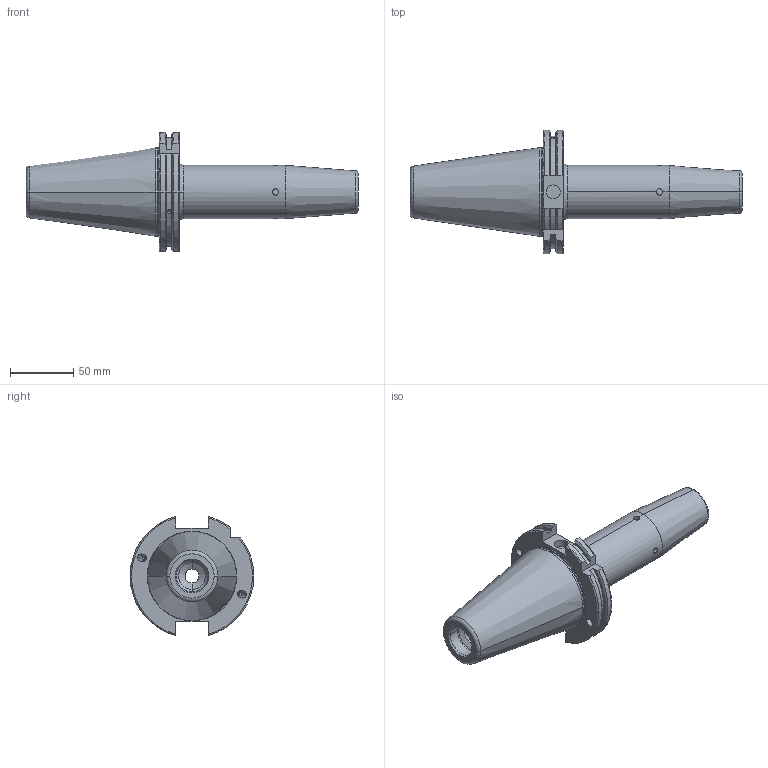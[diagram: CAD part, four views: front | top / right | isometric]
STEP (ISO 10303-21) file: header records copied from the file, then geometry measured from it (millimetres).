
FILE_DESCRIPTION (( 'STEP AP214' ), '1' );
FILE_NAME ('91506-SR218160.STEP', '2020-11-10T10:56:05', ( '' ), ( '' ), 'SwSTEP 2.0', 'SolidWorks 2018', '' );
FILE_SCHEMA (( 'AUTOMOTIVE_DESIGN' ));
Length unit declared in the file: millimetre
Products named in the file (1): 91506-SR218160
Bounding box: 261.75 x 97.5 x 94.05 mm (x, y, z)
Volume: 489542.3 mm3; surface area: 67056.6 mm2
Topology: 1 solids, 1 shells, 122 faces, 313 edges, 199 vertices
Faces by surface type: cylinder 53, plane 29, torus 20, cone 20
Entity records: 4911 total; most frequent: CARTESIAN_POINT 1423, ORIENTED_EDGE 626, DIRECTION 624, EDGE_CURVE 313, AXIS2_PLACEMENT_3D 254, VERTEX_POINT 199, EDGE_LOOP 138, CIRCLE 131
